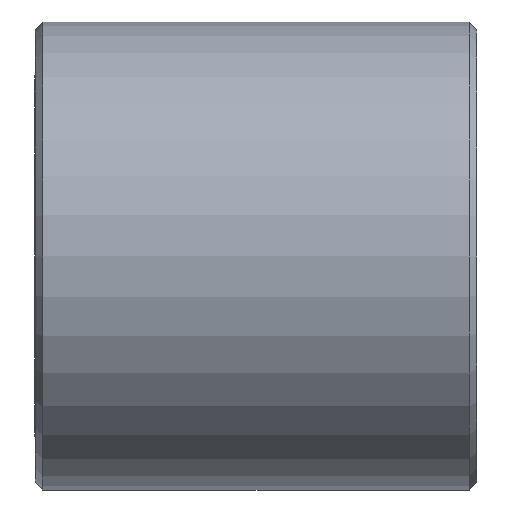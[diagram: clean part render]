
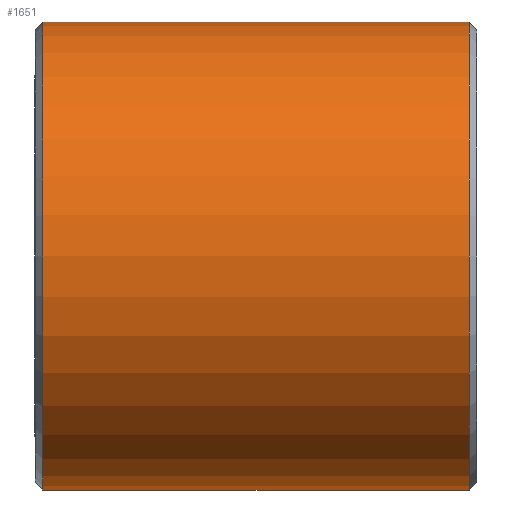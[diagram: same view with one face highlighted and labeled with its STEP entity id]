
A CAD part, left-side view. The second image highlights one B-rep face of the part: STEP entity #1651.
In plain terms, the highlighted cylindrical face has radius 9 mm (diameter 18 mm), a partial arc.
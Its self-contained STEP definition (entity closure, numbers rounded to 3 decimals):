
#32 = ORIENTED_EDGE ( 'NONE', *, *, #1696, .T. ) ;
#75 = ORIENTED_EDGE ( 'NONE', *, *, #1756, .F. ) ;
#142 = VERTEX_POINT ( 'NONE', #308 ) ;
#146 = ORIENTED_EDGE ( 'NONE', *, *, #1747, .T. ) ;
#147 = VERTEX_POINT ( 'NONE', #251 ) ;
#158 = CARTESIAN_POINT ( 'NONE',  ( 0., 8.2, 9. ) ) ;
#251 = CARTESIAN_POINT ( 'NONE',  ( 0., 8.2, -9. ) ) ;
#269 = EDGE_LOOP ( 'NONE', ( #304, #32, #146, #75 ) ) ;
#304 = ORIENTED_EDGE ( 'NONE', *, *, #1755, .F. ) ;
#308 = CARTESIAN_POINT ( 'NONE',  ( 0., -8.2, 9. ) ) ;
#321 = VERTEX_POINT ( 'NONE', #158 ) ;
#333 = VERTEX_POINT ( 'NONE', #376 ) ;
#376 = CARTESIAN_POINT ( 'NONE',  ( 0., -8.2, -9. ) ) ;
#519 = DIRECTION ( 'NONE',  ( 0., -1., 0. ) ) ;
#734 = FACE_OUTER_BOUND ( 'NONE', #269, .T. ) ;
#736 = CARTESIAN_POINT ( 'NONE',  ( 0., -9.881, 0. ) ) ;
#765 = DIRECTION ( 'NONE',  ( 0., 0., -1. ) ) ;
#766 = CYLINDRICAL_SURFACE ( 'NONE', #1513, 9. ) ;
#896 = DIRECTION ( 'NONE',  ( 0., 0., -1. ) ) ;
#913 = DIRECTION ( 'NONE',  ( 0., -1., 0. ) ) ;
#982 = CARTESIAN_POINT ( 'NONE',  ( 0., 8.2, 0. ) ) ;
#1344 = LINE ( 'NONE', #1345, #1569 ) ;
#1345 = CARTESIAN_POINT ( 'NONE',  ( 0., -9.881, -9. ) ) ;
#1346 = DIRECTION ( 'NONE',  ( 0., -1., 0. ) ) ;
#1408 = LINE ( 'NONE', #1409, #1477 ) ;
#1409 = CARTESIAN_POINT ( 'NONE',  ( 0., -9.881, 9. ) ) ;
#1410 = DIRECTION ( 'NONE',  ( 0., -1., 0. ) ) ;
#1414 = CARTESIAN_POINT ( 'NONE',  ( 0., -8.2, 0. ) ) ;
#1415 = DIRECTION ( 'NONE',  ( 0., -1., 0. ) ) ;
#1416 = DIRECTION ( 'NONE',  ( 0., 0., -1. ) ) ;
#1469 = AXIS2_PLACEMENT_3D ( 'NONE', #982, #913, #896 ) ;
#1477 = VECTOR ( 'NONE', #1410, 1000. ) ;
#1513 = AXIS2_PLACEMENT_3D ( 'NONE', #736, #519, #765 ) ;
#1516 = AXIS2_PLACEMENT_3D ( 'NONE', #1414, #1415, #1416 ) ;
#1569 = VECTOR ( 'NONE', #1346, 1000. ) ;
#1597 = CIRCLE ( 'NONE', #1469, 9. ) ;
#1623 = CIRCLE ( 'NONE', #1516, 9. ) ;
#1651 = ADVANCED_FACE ( 'NONE', ( #734 ), #766, .T. ) ;
#1696 = EDGE_CURVE ( 'NONE', #321, #147, #1597, .T. ) ;
#1747 = EDGE_CURVE ( 'NONE', #147, #333, #1344, .T. ) ;
#1755 = EDGE_CURVE ( 'NONE', #321, #142, #1408, .T. ) ;
#1756 = EDGE_CURVE ( 'NONE', #142, #333, #1623, .T. ) ;
